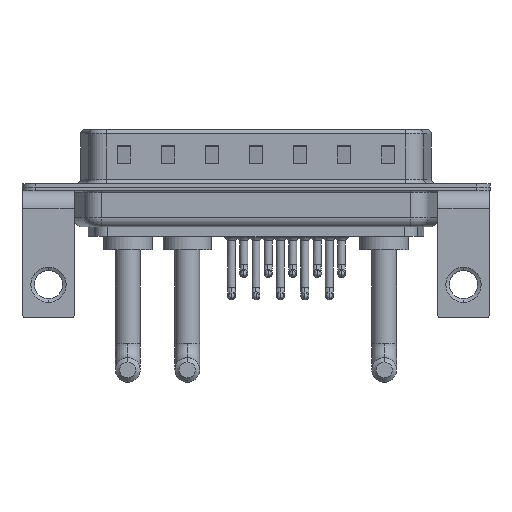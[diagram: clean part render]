
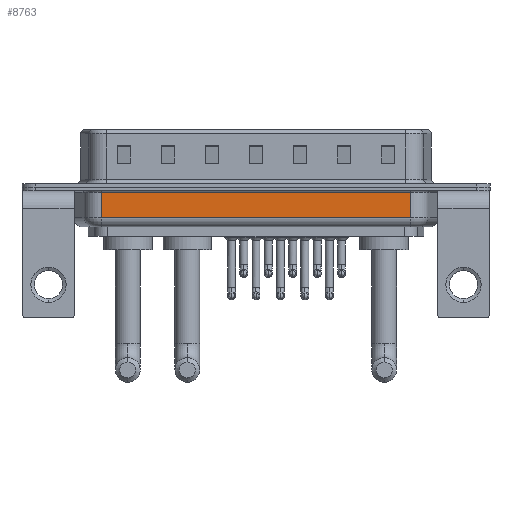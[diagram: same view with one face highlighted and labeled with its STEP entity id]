
A CAD part, front view. The second image highlights one B-rep face of the part: STEP entity #8763.
In plain terms, the highlighted planar face has unit normal (0, -1, 0).
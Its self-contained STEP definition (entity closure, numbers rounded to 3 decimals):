
#447 = VERTEX_POINT ( 'NONE', #21244 ) ;
#1054 = EDGE_CURVE ( 'NONE', #447, #18476, #12215, .T. ) ;
#1578 = VECTOR ( 'NONE', #6131, 1000. ) ;
#4339 = LINE ( 'NONE', #18856, #7167 ) ;
#5411 = ORIENTED_EDGE ( 'NONE', *, *, #21534, .T. ) ;
#6131 = DIRECTION ( 'NONE',  ( 1., 0., 0. ) ) ;
#6618 = AXIS2_PLACEMENT_3D ( 'NONE', #18303, #12060, #13784 ) ;
#6932 = ORIENTED_EDGE ( 'NONE', *, *, #1054, .T. ) ;
#7109 = CARTESIAN_POINT ( 'NONE',  ( 6.006, -5.35, -4.5 ) ) ;
#7167 = VECTOR ( 'NONE', #11831, 1000. ) ;
#8641 = CARTESIAN_POINT ( 'NONE',  ( 6.006, -5.35, -0.65 ) ) ;
#8687 = CARTESIAN_POINT ( 'NONE',  ( 6.006, -5.35, -3.5 ) ) ;
#8763 = ADVANCED_FACE ( 'NONE', ( #16351 ), #21920, .F. ) ;
#9066 = LINE ( 'NONE', #7109, #19685 ) ;
#9081 = CARTESIAN_POINT ( 'NONE',  ( 6.006, -5.35, -0.65 ) ) ;
#9781 = VERTEX_POINT ( 'NONE', #8687 ) ;
#11743 = ORIENTED_EDGE ( 'NONE', *, *, #13620, .F. ) ;
#11831 = DIRECTION ( 'NONE',  ( 0., 0., 1. ) ) ;
#12060 = DIRECTION ( 'NONE',  ( 0., 1., 0. ) ) ;
#12086 = DIRECTION ( 'NONE',  ( -1., 0., 0. ) ) ;
#12215 = LINE ( 'NONE', #8641, #15085 ) ;
#13007 = DIRECTION ( 'NONE',  ( 0., 0., 1. ) ) ;
#13620 = EDGE_CURVE ( 'NONE', #9781, #18476, #9066, .T. ) ;
#13784 = DIRECTION ( 'NONE',  ( 0., 0., 1. ) ) ;
#14124 = CARTESIAN_POINT ( 'NONE',  ( 41.044, -5.35, -3.5 ) ) ;
#14569 = ORIENTED_EDGE ( 'NONE', *, *, #23749, .T. ) ;
#15085 = VECTOR ( 'NONE', #12086, 1000. ) ;
#15456 = LINE ( 'NONE', #23006, #1578 ) ;
#16351 = FACE_OUTER_BOUND ( 'NONE', #17406, .T. ) ;
#17406 = EDGE_LOOP ( 'NONE', ( #11743, #5411, #14569, #6932 ) ) ;
#18303 = CARTESIAN_POINT ( 'NONE',  ( 6.006, -5.35, -4.5 ) ) ;
#18476 = VERTEX_POINT ( 'NONE', #9081 ) ;
#18856 = CARTESIAN_POINT ( 'NONE',  ( 41.044, -5.35, -4.5 ) ) ;
#19515 = VERTEX_POINT ( 'NONE', #14124 ) ;
#19685 = VECTOR ( 'NONE', #13007, 1000. ) ;
#21244 = CARTESIAN_POINT ( 'NONE',  ( 41.044, -5.35, -0.65 ) ) ;
#21534 = EDGE_CURVE ( 'NONE', #9781, #19515, #15456, .T. ) ;
#21920 = PLANE ( 'NONE',  #6618 ) ;
#23006 = CARTESIAN_POINT ( 'NONE',  ( 6.006, -5.35, -3.5 ) ) ;
#23749 = EDGE_CURVE ( 'NONE', #19515, #447, #4339, .T. ) ;
